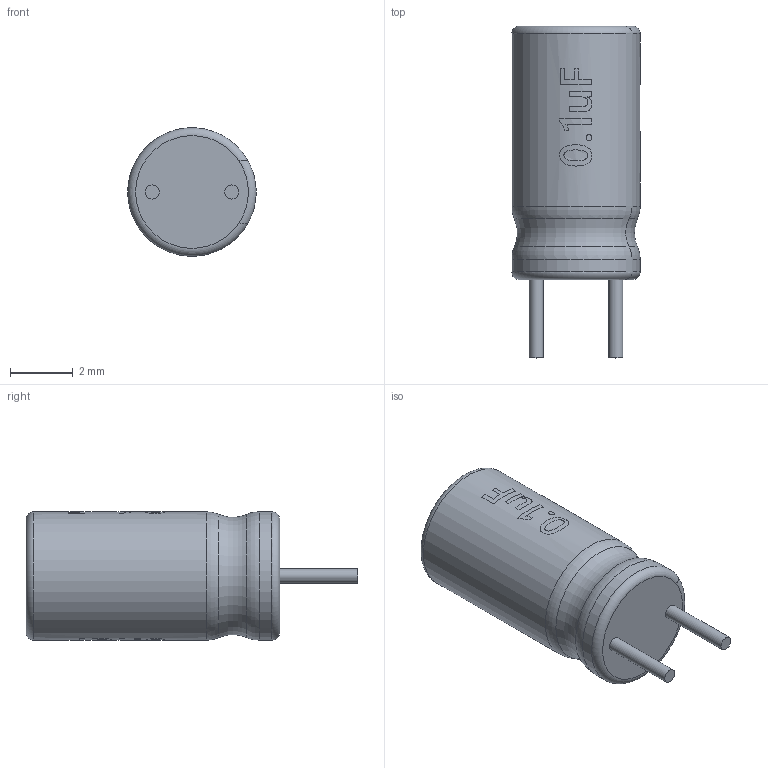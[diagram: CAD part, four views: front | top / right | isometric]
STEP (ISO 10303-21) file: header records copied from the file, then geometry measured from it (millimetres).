
FILE_DESCRIPTION(/* description */ (''),/* implementation_level */ '2;1');
FILE_NAME(/* name */ '',/* time_stamp */ '2024-10-20T14:14:07+09:00',/* author */ (''),/* organization */ (''),/* preprocessor_version */ 'ST-DEVELOPER v20',/* originating_system */ 'Autodesk Translation Framework v13.20.0.188',/* authorisation */ '');
FILE_SCHEMA (('AUTOMOTIVE_DESIGN { 1 0 10303 214 3 1 1 }'));
Length unit declared in the file: millimetre
Products named in the file (1): 電解コンデンサー
Bounding box: 4.1 x 10.6 x 4.1 mm (x, y, z)
Volume: 105.5 mm3; surface area: 134.6 mm2
Topology: 1 solids, 1 shells, 33 faces, 124 edges, 108 vertices
Faces by surface type: cylinder 19, torus 10, plane 4
Full cylindrical faces by diameter (mm): 0.45 x2
Entity records: 2490 total; most frequent: CARTESIAN_POINT 1340, ORIENTED_EDGE 248, DIRECTION 198, EDGE_CURVE 124, VERTEX_POINT 108, AXIS2_PLACEMENT_3D 84, EDGE_LOOP 48, CIRCLE 48
